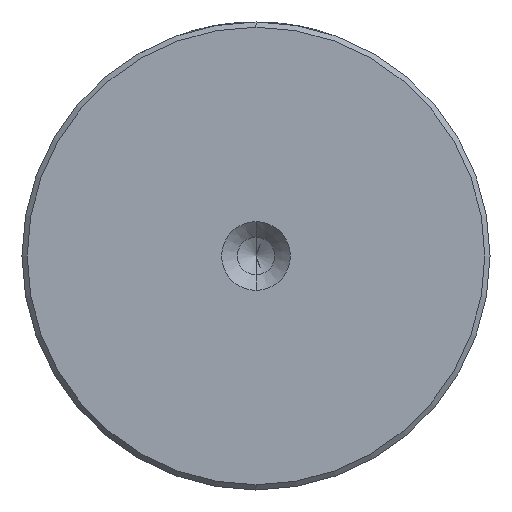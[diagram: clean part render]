
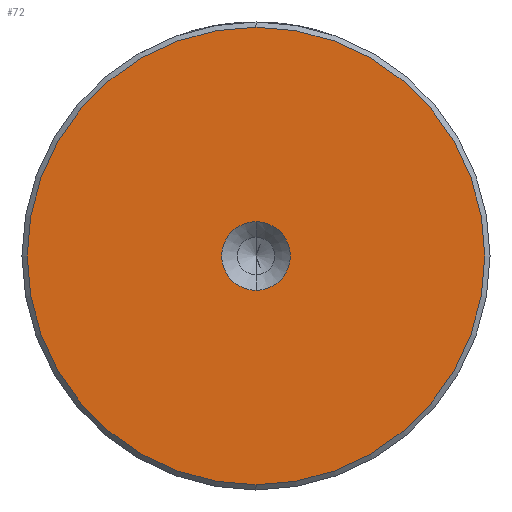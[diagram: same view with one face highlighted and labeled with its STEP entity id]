
A CAD part, left-side view. The second image highlights one B-rep face of the part: STEP entity #72.
In plain terms, the highlighted planar face has unit normal (-1, 0, 0).
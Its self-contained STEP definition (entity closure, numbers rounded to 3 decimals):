
#13 = CARTESIAN_POINT ( 'NONE',  ( 0., 0., 0. ) ) ;
#55 = DIRECTION ( 'NONE',  ( -1., 0., 0. ) ) ;
#72 = ADVANCED_FACE ( 'NONE', ( #2222, #1513 ), #663, .T. ) ;
#279 = VERTEX_POINT ( 'NONE', #1650 ) ;
#302 = VERTEX_POINT ( 'NONE', #579 ) ;
#335 = DIRECTION ( 'NONE',  ( -1., 0., 0. ) ) ;
#339 = AXIS2_PLACEMENT_3D ( 'NONE', #1361, #55, #1576 ) ;
#373 = CARTESIAN_POINT ( 'NONE',  ( 0., 0., 22. ) ) ;
#432 = CARTESIAN_POINT ( 'NONE',  ( 0., 0., 0. ) ) ;
#554 = DIRECTION ( 'NONE',  ( -1., 0., 0. ) ) ;
#579 = CARTESIAN_POINT ( 'NONE',  ( 0., 0., 3.3 ) ) ;
#650 = DIRECTION ( 'NONE',  ( 0., 0., 1. ) ) ;
#663 = PLANE ( 'NONE',  #1497 ) ;
#755 = EDGE_LOOP ( 'NONE', ( #2479, #2248 ) ) ;
#989 = CIRCLE ( 'NONE', #1181, 3.3 ) ;
#1034 = ORIENTED_EDGE ( 'NONE', *, *, #1937, .F. ) ;
#1097 = DIRECTION ( 'NONE',  ( 0., 0., 1. ) ) ;
#1144 = ORIENTED_EDGE ( 'NONE', *, *, #1347, .F. ) ;
#1181 = AXIS2_PLACEMENT_3D ( 'NONE', #432, #1959, #650 ) ;
#1347 = EDGE_CURVE ( 'NONE', #279, #302, #989, .T. ) ;
#1361 = CARTESIAN_POINT ( 'NONE',  ( 0., 0., 0. ) ) ;
#1497 = AXIS2_PLACEMENT_3D ( 'NONE', #13, #2423, #1097 ) ;
#1513 = FACE_BOUND ( 'NONE', #2424, .T. ) ;
#1576 = DIRECTION ( 'NONE',  ( 0., 0., 1. ) ) ;
#1641 = CARTESIAN_POINT ( 'NONE',  ( 0., 0., 0. ) ) ;
#1650 = CARTESIAN_POINT ( 'NONE',  ( 0., 0., -3.3 ) ) ;
#1721 = CIRCLE ( 'NONE', #339, 22. ) ;
#1855 = CARTESIAN_POINT ( 'NONE',  ( 0., 0., 0. ) ) ;
#1860 = DIRECTION ( 'NONE',  ( 0., 0., 1. ) ) ;
#1871 = CARTESIAN_POINT ( 'NONE',  ( 0., 0., -22. ) ) ;
#1937 = EDGE_CURVE ( 'NONE', #302, #279, #2081, .T. ) ;
#1959 = DIRECTION ( 'NONE',  ( -1., 0., 0. ) ) ;
#2070 = CIRCLE ( 'NONE', #2236, 22. ) ;
#2074 = DIRECTION ( 'NONE',  ( 0., 0., 1. ) ) ;
#2081 = CIRCLE ( 'NONE', #2313, 3.3 ) ;
#2217 = EDGE_CURVE ( 'NONE', #2309, #2243, #2070, .T. ) ;
#2222 = FACE_OUTER_BOUND ( 'NONE', #755, .T. ) ;
#2236 = AXIS2_PLACEMENT_3D ( 'NONE', #1855, #554, #2074 ) ;
#2243 = VERTEX_POINT ( 'NONE', #1871 ) ;
#2248 = ORIENTED_EDGE ( 'NONE', *, *, #2217, .T. ) ;
#2309 = VERTEX_POINT ( 'NONE', #373 ) ;
#2313 = AXIS2_PLACEMENT_3D ( 'NONE', #1641, #335, #1860 ) ;
#2423 = DIRECTION ( 'NONE',  ( -1., 0., 0. ) ) ;
#2424 = EDGE_LOOP ( 'NONE', ( #1034, #1144 ) ) ;
#2479 = ORIENTED_EDGE ( 'NONE', *, *, #2748, .T. ) ;
#2748 = EDGE_CURVE ( 'NONE', #2243, #2309, #1721, .T. ) ;
